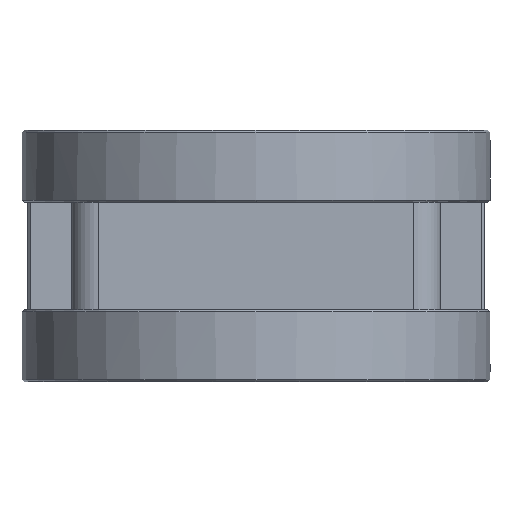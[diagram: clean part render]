
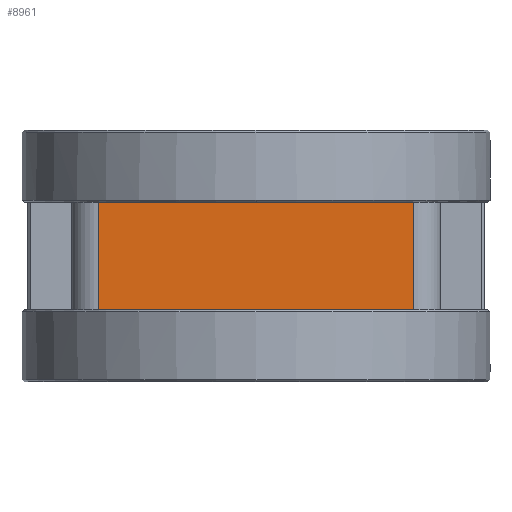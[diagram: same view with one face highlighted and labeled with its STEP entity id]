
A CAD part, front view. The second image highlights one B-rep face of the part: STEP entity #8961.
In plain terms, the highlighted planar face has unit normal (0, -1, 0).
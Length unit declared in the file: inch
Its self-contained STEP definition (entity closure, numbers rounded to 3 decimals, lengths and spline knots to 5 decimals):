
#439 = EDGE_CURVE ( 'NONE', #4521, #21154, #17844, .T. ) ;
#1124 = VERTEX_POINT ( 'NONE', #18221 ) ;
#1132 = ORIENTED_EDGE ( 'NONE', *, *, #14959, .T. ) ;
#1159 = VERTEX_POINT ( 'NONE', #11826 ) ;
#1210 = LINE ( 'NONE', #17667, #18769 ) ;
#1298 = LINE ( 'NONE', #6272, #3231 ) ;
#1416 = CARTESIAN_POINT ( 'NONE',  ( -0.82854, -1.697, 0.5125 ) ) ;
#1559 = LINE ( 'NONE', #16510, #15626 ) ;
#1661 = CARTESIAN_POINT ( 'NONE',  ( 0.55983, -1.697, 0.5125 ) ) ;
#1687 = ORIENTED_EDGE ( 'NONE', *, *, #20065, .T. ) ;
#1711 = CARTESIAN_POINT ( 'NONE',  ( 1.5, -1.697, 0.5125 ) ) ;
#1718 = EDGE_CURVE ( 'NONE', #4566, #1124, #10288, .T. ) ;
#1748 = CARTESIAN_POINT ( 'NONE',  ( -0.55983, -1.697, 0.5125 ) ) ;
#1768 = VERTEX_POINT ( 'NONE', #5318 ) ;
#1980 = DIRECTION ( 'NONE',  ( 1., 0., 0. ) ) ;
#2520 = VERTEX_POINT ( 'NONE', #1661 ) ;
#2555 = EDGE_CURVE ( 'NONE', #11146, #1159, #1559, .T. ) ;
#2569 = ORIENTED_EDGE ( 'NONE', *, *, #21223, .F. ) ;
#2748 = LINE ( 'NONE', #11079, #17260 ) ;
#3007 = CARTESIAN_POINT ( 'NONE',  ( 0., -1.697, 0.5125 ) ) ;
#3062 = DIRECTION ( 'NONE',  ( 0., 0., -1. ) ) ;
#3231 = VECTOR ( 'NONE', #15220, 39.37008 ) ;
#3381 = CARTESIAN_POINT ( 'NONE',  ( -1.76, -1.697, -0.5125 ) ) ;
#3823 = CARTESIAN_POINT ( 'NONE',  ( 0.69419, -1.697, 0.5125 ) ) ;
#3880 = VERTEX_POINT ( 'NONE', #1711 ) ;
#4033 = ORIENTED_EDGE ( 'NONE', *, *, #17461, .T. ) ;
#4294 = DIRECTION ( 'NONE',  ( 0., 0., 1. ) ) ;
#4463 = LINE ( 'NONE', #17256, #19752 ) ;
#4521 = VERTEX_POINT ( 'NONE', #1416 ) ;
#4566 = VERTEX_POINT ( 'NONE', #20823 ) ;
#4754 = CARTESIAN_POINT ( 'NONE',  ( 1.5, -1.697, -0.5125 ) ) ;
#4806 = DIRECTION ( 'NONE',  ( -1., 0., 0. ) ) ;
#4959 = VECTOR ( 'NONE', #12956, 39.37008 ) ;
#5023 = ORIENTED_EDGE ( 'NONE', *, *, #17496, .T. ) ;
#5048 = VERTEX_POINT ( 'NONE', #4754 ) ;
#5053 = LINE ( 'NONE', #3007, #4959 ) ;
#5110 = DIRECTION ( 'NONE',  ( 0., -1., 0. ) ) ;
#5172 = VECTOR ( 'NONE', #13251, 39.37008 ) ;
#5318 = CARTESIAN_POINT ( 'NONE',  ( 0.55983, -1.697, -0.5125 ) ) ;
#5448 = VERTEX_POINT ( 'NONE', #17765 ) ;
#5470 = EDGE_CURVE ( 'NONE', #20661, #4521, #1298, .T. ) ;
#5507 = ORIENTED_EDGE ( 'NONE', *, *, #439, .F. ) ;
#5854 = CARTESIAN_POINT ( 'NONE',  ( 0., -1.697, -0.5125 ) ) ;
#6024 = EDGE_CURVE ( 'NONE', #1124, #3880, #5053, .T. ) ;
#6100 = VERTEX_POINT ( 'NONE', #15214 ) ;
#6272 = CARTESIAN_POINT ( 'NONE',  ( 0., -1.697, 0.5125 ) ) ;
#6350 = VERTEX_POINT ( 'NONE', #15586 ) ;
#6507 = DIRECTION ( 'NONE',  ( 1., 0., 0. ) ) ;
#6544 = DIRECTION ( 'NONE',  ( 1., 0., 0. ) ) ;
#6841 = CARTESIAN_POINT ( 'NONE',  ( 0., -1.697, -0.5125 ) ) ;
#6881 = VECTOR ( 'NONE', #14012, 39.37008 ) ;
#7003 = ORIENTED_EDGE ( 'NONE', *, *, #13022, .T. ) ;
#7318 = ORIENTED_EDGE ( 'NONE', *, *, #14740, .T. ) ;
#7407 = ORIENTED_EDGE ( 'NONE', *, *, #20038, .F. ) ;
#7409 = LINE ( 'NONE', #7619, #6881 ) ;
#7611 = VERTEX_POINT ( 'NONE', #13626 ) ;
#7619 = CARTESIAN_POINT ( 'NONE',  ( -1.76, -1.697, -0.5125 ) ) ;
#8005 = LINE ( 'NONE', #19597, #11455 ) ;
#8065 = LINE ( 'NONE', #14562, #16230 ) ;
#8097 = ORIENTED_EDGE ( 'NONE', *, *, #6024, .F. ) ;
#8730 = VECTOR ( 'NONE', #11785, 39.37008 ) ;
#8899 = ORIENTED_EDGE ( 'NONE', *, *, #16916, .F. ) ;
#8961 = ADVANCED_FACE ( 'NONE', ( #9769 ), #10079, .T. ) ;
#9769 = FACE_OUTER_BOUND ( 'NONE', #18836, .T. ) ;
#9836 = CARTESIAN_POINT ( 'NONE',  ( -0.55983, -1.697, -0.5125 ) ) ;
#10079 = PLANE ( 'NONE',  #20963 ) ;
#10288 = LINE ( 'NONE', #16907, #14578 ) ;
#10305 = LINE ( 'NONE', #6841, #5172 ) ;
#10623 = CARTESIAN_POINT ( 'NONE',  ( -0.69419, -1.697, 0.5125 ) ) ;
#10663 = ORIENTED_EDGE ( 'NONE', *, *, #14124, .T. ) ;
#11079 = CARTESIAN_POINT ( 'NONE',  ( -1.5, -1.697, -0.5125 ) ) ;
#11146 = VERTEX_POINT ( 'NONE', #9836 ) ;
#11436 = VECTOR ( 'NONE', #1980, 39.37008 ) ;
#11455 = VECTOR ( 'NONE', #16131, 39.37008 ) ;
#11785 = DIRECTION ( 'NONE',  ( 1., 0., 0. ) ) ;
#11826 = CARTESIAN_POINT ( 'NONE',  ( -0.82854, -1.697, -0.5125 ) ) ;
#11852 = LINE ( 'NONE', #3823, #11436 ) ;
#11872 = VECTOR ( 'NONE', #21133, 39.37008 ) ;
#12358 = DIRECTION ( 'NONE',  ( 1., 0., 0. ) ) ;
#12476 = VECTOR ( 'NONE', #12358, 39.37008 ) ;
#12481 = DIRECTION ( 'NONE',  ( -1., 0., 0. ) ) ;
#12636 = CARTESIAN_POINT ( 'NONE',  ( 1.42352, -1.697, -0.5125 ) ) ;
#12956 = DIRECTION ( 'NONE',  ( 1., 0., 0. ) ) ;
#13022 = EDGE_CURVE ( 'NONE', #5048, #3880, #8065, .T. ) ;
#13246 = ORIENTED_EDGE ( 'NONE', *, *, #5470, .F. ) ;
#13251 = DIRECTION ( 'NONE',  ( 1., 0., 0. ) ) ;
#13626 = CARTESIAN_POINT ( 'NONE',  ( -1.5, -1.697, 0.5125 ) ) ;
#14012 = DIRECTION ( 'NONE',  ( 1., 0., 0. ) ) ;
#14124 = EDGE_CURVE ( 'NONE', #7611, #6350, #2748, .T. ) ;
#14524 = CARTESIAN_POINT ( 'NONE',  ( 0., -1.697, 0.5125 ) ) ;
#14543 = ORIENTED_EDGE ( 'NONE', *, *, #17071, .F. ) ;
#14552 = CARTESIAN_POINT ( 'NONE',  ( -1.42352, -1.697, 0.5125 ) ) ;
#14562 = CARTESIAN_POINT ( 'NONE',  ( 1.5, -1.697, -0.5125 ) ) ;
#14578 = VECTOR ( 'NONE', #6544, 39.37008 ) ;
#14740 = EDGE_CURVE ( 'NONE', #6350, #6100, #7409, .T. ) ;
#14959 = EDGE_CURVE ( 'NONE', #5448, #20260, #10305, .T. ) ;
#15214 = CARTESIAN_POINT ( 'NONE',  ( -1.42352, -1.697, -0.5125 ) ) ;
#15220 = DIRECTION ( 'NONE',  ( 1., 0., 0. ) ) ;
#15586 = CARTESIAN_POINT ( 'NONE',  ( -1.5, -1.697, -0.5125 ) ) ;
#15626 = VECTOR ( 'NONE', #4806, 39.37008 ) ;
#16131 = DIRECTION ( 'NONE',  ( 1., 0., 0. ) ) ;
#16230 = VECTOR ( 'NONE', #4294, 39.37008 ) ;
#16280 = DIRECTION ( 'NONE',  ( 0., 0., -1. ) ) ;
#16380 = LINE ( 'NONE', #14524, #11872 ) ;
#16510 = CARTESIAN_POINT ( 'NONE',  ( -0.69419, -1.697, -0.5125 ) ) ;
#16775 = CARTESIAN_POINT ( 'NONE',  ( 0., -1.697, 0.5125 ) ) ;
#16907 = CARTESIAN_POINT ( 'NONE',  ( 0., -1.697, 0.5125 ) ) ;
#16916 = EDGE_CURVE ( 'NONE', #2520, #4566, #11852, .T. ) ;
#17071 = EDGE_CURVE ( 'NONE', #5448, #1768, #4463, .T. ) ;
#17227 = LINE ( 'NONE', #5854, #18351 ) ;
#17256 = CARTESIAN_POINT ( 'NONE',  ( 0.69419, -1.697, -0.5125 ) ) ;
#17260 = VECTOR ( 'NONE', #16280, 39.37008 ) ;
#17461 = EDGE_CURVE ( 'NONE', #6100, #1159, #17227, .T. ) ;
#17496 = EDGE_CURVE ( 'NONE', #11146, #1768, #8005, .T. ) ;
#17667 = CARTESIAN_POINT ( 'NONE',  ( -1.76, -1.697, -0.5125 ) ) ;
#17765 = CARTESIAN_POINT ( 'NONE',  ( 0.82854, -1.697, -0.5125 ) ) ;
#17844 = LINE ( 'NONE', #10623, #12476 ) ;
#17990 = LINE ( 'NONE', #16775, #8730 ) ;
#18221 = CARTESIAN_POINT ( 'NONE',  ( 1.42352, -1.697, 0.5125 ) ) ;
#18351 = VECTOR ( 'NONE', #20573, 39.37008 ) ;
#18769 = VECTOR ( 'NONE', #6507, 39.37008 ) ;
#18836 = EDGE_LOOP ( 'NONE', ( #4033, #19896, #5023, #14543, #1132, #1687, #7003, #8097, #19579, #8899, #7407, #5507, #13246, #2569, #10663, #7318 ) ) ;
#19579 = ORIENTED_EDGE ( 'NONE', *, *, #1718, .F. ) ;
#19597 = CARTESIAN_POINT ( 'NONE',  ( 0., -1.697, -0.5125 ) ) ;
#19752 = VECTOR ( 'NONE', #12481, 39.37008 ) ;
#19896 = ORIENTED_EDGE ( 'NONE', *, *, #2555, .F. ) ;
#20038 = EDGE_CURVE ( 'NONE', #21154, #2520, #17990, .T. ) ;
#20065 = EDGE_CURVE ( 'NONE', #20260, #5048, #1210, .T. ) ;
#20260 = VERTEX_POINT ( 'NONE', #12636 ) ;
#20573 = DIRECTION ( 'NONE',  ( 1., 0., 0. ) ) ;
#20661 = VERTEX_POINT ( 'NONE', #14552 ) ;
#20823 = CARTESIAN_POINT ( 'NONE',  ( 0.82854, -1.697, 0.5125 ) ) ;
#20963 = AXIS2_PLACEMENT_3D ( 'NONE', #3381, #5110, #3062 ) ;
#21133 = DIRECTION ( 'NONE',  ( 1., 0., 0. ) ) ;
#21154 = VERTEX_POINT ( 'NONE', #1748 ) ;
#21223 = EDGE_CURVE ( 'NONE', #7611, #20661, #16380, .T. ) ;
